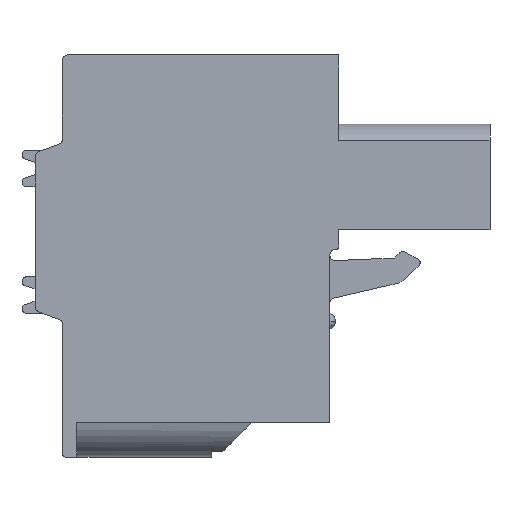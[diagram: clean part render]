
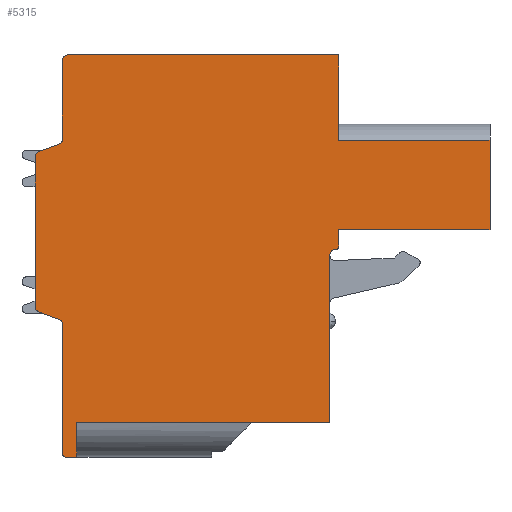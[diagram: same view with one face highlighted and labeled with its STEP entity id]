
A CAD part, front view. The second image highlights one B-rep face of the part: STEP entity #5315.
In plain terms, the highlighted planar face has unit normal (0, -1, 0).
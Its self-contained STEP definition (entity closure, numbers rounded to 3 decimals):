
#361=DIRECTION('',(0.,0.,1.));
#362=VECTOR('',#361,4.7);
#363=CARTESIAN_POINT('',(4.181,-20.22,6.775));
#364=LINE('',#363,#362);
#400=DIRECTION('',(-1.,0.,0.));
#401=VECTOR('',#400,8.3);
#402=CARTESIAN_POINT('',(12.481,-20.22,6.775));
#403=LINE('',#402,#401);
#404=DIRECTION('',(0.,0.,-1.));
#405=VECTOR('',#404,4.9);
#406=CARTESIAN_POINT('',(12.481,-20.22,6.775));
#407=LINE('',#406,#405);
#408=DIRECTION('',(-1.,0.,0.));
#409=VECTOR('',#408,8.3);
#410=CARTESIAN_POINT('',(12.481,-20.22,1.875));
#411=LINE('',#410,#409);
#412=DIRECTION('',(0.,0.,-1.));
#413=VECTOR('',#412,0.901);
#414=CARTESIAN_POINT('',(4.181,-20.22,1.875));
#415=LINE('',#414,#413);
#416=CARTESIAN_POINT('',(3.981,-20.22,0.974));
#417=DIRECTION('',(0.,1.,0.));
#418=DIRECTION('',(1.,0.,0.));
#419=AXIS2_PLACEMENT_3D('',#416,#417,#418);
#421=CARTESIAN_POINT('',(3.981,-20.22,0.474));
#422=DIRECTION('',(0.,-1.,0.));
#423=DIRECTION('',(0.,0.,1.));
#424=AXIS2_PLACEMENT_3D('',#421,#422,#423);
#426=DIRECTION('',(-1.,0.,0.));
#427=VECTOR('',#426,13.9);
#428=CARTESIAN_POINT('',(3.681,-20.22,-8.725));
#429=LINE('',#428,#427);
#430=DIRECTION('',(0.,0.,-1.));
#431=VECTOR('',#430,1.9);
#432=CARTESIAN_POINT('',(-10.219,-20.22,-8.725));
#433=LINE('',#432,#431);
#434=DIRECTION('',(-1.,0.,0.));
#435=VECTOR('',#434,0.6);
#436=CARTESIAN_POINT('',(-10.219,-20.22,-10.625));
#437=LINE('',#436,#435);
#438=CARTESIAN_POINT('',(-10.819,-20.22,-10.425));
#439=DIRECTION('',(0.,1.,0.));
#440=DIRECTION('',(0.,0.,-1.));
#441=AXIS2_PLACEMENT_3D('',#438,#439,#440);
#443=DIRECTION('',(0.,0.,1.));
#444=VECTOR('',#443,7.095);
#445=CARTESIAN_POINT('',(-11.019,-20.22,-10.425));
#446=LINE('',#445,#444);
#447=CARTESIAN_POINT('',(-11.319,-20.22,-3.33));
#448=DIRECTION('',(0.,-1.,0.));
#449=DIRECTION('',(1.,0.,0.));
#450=AXIS2_PLACEMENT_3D('',#447,#448,#449);
#452=DIRECTION('',(-0.94,0.,0.342));
#453=VECTOR('',#452,1.176);
#454=CARTESIAN_POINT('',(-11.216,-20.22,-3.048));
#455=LINE('',#454,#453);
#456=CARTESIAN_POINT('',(-12.219,-20.22,-2.364));
#457=DIRECTION('',(0.,1.,0.));
#458=DIRECTION('',(-0.342,0.,-0.94));
#459=AXIS2_PLACEMENT_3D('',#456,#457,#458);
#461=DIRECTION('',(0.,0.,1.));
#462=VECTOR('',#461,8.238);
#463=CARTESIAN_POINT('',(-12.519,-20.22,-2.364));
#464=LINE('',#463,#462);
#465=CARTESIAN_POINT('',(-12.219,-20.22,5.874));
#466=DIRECTION('',(0.,1.,0.));
#467=DIRECTION('',(-1.,0.,0.));
#468=AXIS2_PLACEMENT_3D('',#465,#466,#467);
#470=DIRECTION('',(0.94,0.,0.342));
#471=VECTOR('',#470,1.176);
#472=CARTESIAN_POINT('',(-12.321,-20.22,6.156));
#473=LINE('',#472,#471);
#474=CARTESIAN_POINT('',(-11.319,-20.22,6.84));
#475=DIRECTION('',(0.,-1.,0.));
#476=DIRECTION('',(0.342,0.,-0.94));
#477=AXIS2_PLACEMENT_3D('',#474,#475,#476);
#479=DIRECTION('',(0.,0.,1.));
#480=VECTOR('',#479,4.335);
#481=CARTESIAN_POINT('',(-11.019,-20.22,6.84));
#482=LINE('',#481,#480);
#483=CARTESIAN_POINT('',(-10.719,-20.22,11.175));
#484=DIRECTION('',(0.,1.,0.));
#485=DIRECTION('',(-1.,0.,0.));
#486=AXIS2_PLACEMENT_3D('',#483,#484,#485);
#488=DIRECTION('',(1.,0.,0.));
#489=VECTOR('',#488,14.9);
#490=CARTESIAN_POINT('',(-10.719,-20.22,11.475));
#491=LINE('',#490,#489);
#756=DIRECTION('',(0.,0.,1.));
#757=VECTOR('',#756,9.199);
#758=CARTESIAN_POINT('',(3.681,-20.22,-8.725));
#759=LINE('',#758,#757);
#3739=CARTESIAN_POINT('',(-12.519,-20.22,-2.364));
#3740=CARTESIAN_POINT('',(-12.519,-20.22,5.874));
#3741=VERTEX_POINT('',#3739);
#3742=VERTEX_POINT('',#3740);
#3743=CARTESIAN_POINT('',(-12.321,-20.22,6.156));
#3744=VERTEX_POINT('',#3743);
#3745=CARTESIAN_POINT('',(-11.216,-20.22,6.558));
#3746=VERTEX_POINT('',#3745);
#3747=CARTESIAN_POINT('',(-11.019,-20.22,6.84));
#3748=VERTEX_POINT('',#3747);
#3749=CARTESIAN_POINT('',(-11.019,-20.22,11.175));
#3750=VERTEX_POINT('',#3749);
#3751=CARTESIAN_POINT('',(-10.719,-20.22,11.475));
#3752=VERTEX_POINT('',#3751);
#3753=CARTESIAN_POINT('',(4.181,-20.22,11.475));
#3754=VERTEX_POINT('',#3753);
#3755=CARTESIAN_POINT('',(3.681,-20.22,-8.725));
#3756=CARTESIAN_POINT('',(-10.219,-20.22,-8.725));
#3757=VERTEX_POINT('',#3755);
#3758=VERTEX_POINT('',#3756);
#3759=CARTESIAN_POINT('',(-10.219,-20.22,-10.625));
#3760=VERTEX_POINT('',#3759);
#3761=CARTESIAN_POINT('',(-10.819,-20.22,-10.625));
#3762=VERTEX_POINT('',#3761);
#3763=CARTESIAN_POINT('',(-11.019,-20.22,-10.425));
#3764=VERTEX_POINT('',#3763);
#3765=CARTESIAN_POINT('',(-11.019,-20.22,-3.33));
#3766=VERTEX_POINT('',#3765);
#3767=CARTESIAN_POINT('',(-11.216,-20.22,-3.048));
#3768=VERTEX_POINT('',#3767);
#3769=CARTESIAN_POINT('',(-12.321,-20.22,-2.646));
#3770=VERTEX_POINT('',#3769);
#3781=CARTESIAN_POINT('',(4.181,-20.22,0.974));
#3782=CARTESIAN_POINT('',(3.981,-20.22,0.774));
#3783=VERTEX_POINT('',#3781);
#3784=VERTEX_POINT('',#3782);
#3785=CARTESIAN_POINT('',(4.181,-20.22,1.875));
#3786=VERTEX_POINT('',#3785);
#3787=CARTESIAN_POINT('',(3.681,-20.22,0.474));
#3788=VERTEX_POINT('',#3787);
#3789=CARTESIAN_POINT('',(12.481,-20.22,1.875));
#3790=VERTEX_POINT('',#3789);
#4544=CARTESIAN_POINT('',(4.181,-20.22,6.775));
#4546=VERTEX_POINT('',#4544);
#4549=CARTESIAN_POINT('',(12.481,-20.22,6.775));
#4550=VERTEX_POINT('',#4549);
#5265=CARTESIAN_POINT('',(0.,-20.22,0.));
#5266=DIRECTION('',(0.,1.,0.));
#5267=DIRECTION('',(1.,0.,0.));
#5268=AXIS2_PLACEMENT_3D('',#5265,#5266,#5267);
#5269=PLANE('',#5268);
#5270=ORIENTED_EDGE('',*,*,#5232,.F.);
#5271=ORIENTED_EDGE('',*,*,#4993,.T.);
#5273=ORIENTED_EDGE('',*,*,#5272,.T.);
#5275=ORIENTED_EDGE('',*,*,#5274,.T.);
#5277=ORIENTED_EDGE('',*,*,#5276,.T.);
#5279=ORIENTED_EDGE('',*,*,#5278,.T.);
#5281=ORIENTED_EDGE('',*,*,#5280,.F.);
#5283=ORIENTED_EDGE('',*,*,#5282,.T.);
#5285=ORIENTED_EDGE('',*,*,#5284,.T.);
#5287=ORIENTED_EDGE('',*,*,#5286,.T.);
#5289=ORIENTED_EDGE('',*,*,#5288,.T.);
#5291=ORIENTED_EDGE('',*,*,#5290,.T.);
#5293=ORIENTED_EDGE('',*,*,#5292,.T.);
#5295=ORIENTED_EDGE('',*,*,#5294,.T.);
#5297=ORIENTED_EDGE('',*,*,#5296,.T.);
#5299=ORIENTED_EDGE('',*,*,#5298,.T.);
#5301=ORIENTED_EDGE('',*,*,#5300,.T.);
#5303=ORIENTED_EDGE('',*,*,#5302,.T.);
#5305=ORIENTED_EDGE('',*,*,#5304,.T.);
#5307=ORIENTED_EDGE('',*,*,#5306,.T.);
#5309=ORIENTED_EDGE('',*,*,#5308,.T.);
#5311=ORIENTED_EDGE('',*,*,#5310,.T.);
#5312=ORIENTED_EDGE('',*,*,#5246,.F.);
#5313=EDGE_LOOP('',(#5270,#5271,#5273,#5275,#5277,#5279,#5281,#5283,#5285,#5287,
#5289,#5291,#5293,#5295,#5297,#5299,#5301,#5303,#5305,#5307,#5309,#5311,#5312));
#5314=FACE_OUTER_BOUND('',#5313,.F.);
#5315=ADVANCED_FACE('',(#5314),#5269,.F.);
#420=CIRCLE('',#419,0.2);
#425=CIRCLE('',#424,0.3);
#442=CIRCLE('',#441,0.2);
#451=CIRCLE('',#450,0.3);
#460=CIRCLE('',#459,0.3);
#469=CIRCLE('',#468,0.3);
#478=CIRCLE('',#477,0.3);
#487=CIRCLE('',#486,0.3);
#4993=EDGE_CURVE('',#4550,#3790,#407,.T.);
#5232=EDGE_CURVE('',#4550,#4546,#403,.T.);
#5246=EDGE_CURVE('',#4546,#3754,#364,.T.);
#5272=EDGE_CURVE('',#3790,#3786,#411,.T.);
#5274=EDGE_CURVE('',#3786,#3783,#415,.T.);
#5276=EDGE_CURVE('',#3783,#3784,#420,.T.);
#5278=EDGE_CURVE('',#3784,#3788,#425,.T.);
#5280=EDGE_CURVE('',#3757,#3788,#759,.T.);
#5282=EDGE_CURVE('',#3757,#3758,#429,.T.);
#5284=EDGE_CURVE('',#3758,#3760,#433,.T.);
#5286=EDGE_CURVE('',#3760,#3762,#437,.T.);
#5288=EDGE_CURVE('',#3762,#3764,#442,.T.);
#5290=EDGE_CURVE('',#3764,#3766,#446,.T.);
#5292=EDGE_CURVE('',#3766,#3768,#451,.T.);
#5294=EDGE_CURVE('',#3768,#3770,#455,.T.);
#5296=EDGE_CURVE('',#3770,#3741,#460,.T.);
#5298=EDGE_CURVE('',#3741,#3742,#464,.T.);
#5300=EDGE_CURVE('',#3742,#3744,#469,.T.);
#5302=EDGE_CURVE('',#3744,#3746,#473,.T.);
#5304=EDGE_CURVE('',#3746,#3748,#478,.T.);
#5306=EDGE_CURVE('',#3748,#3750,#482,.T.);
#5308=EDGE_CURVE('',#3750,#3752,#487,.T.);
#5310=EDGE_CURVE('',#3752,#3754,#491,.T.);
